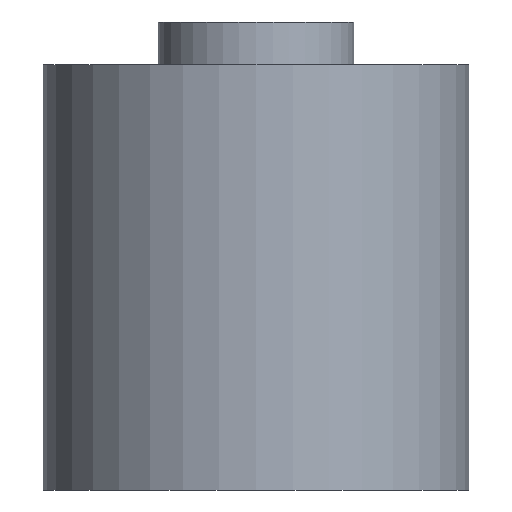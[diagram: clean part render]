
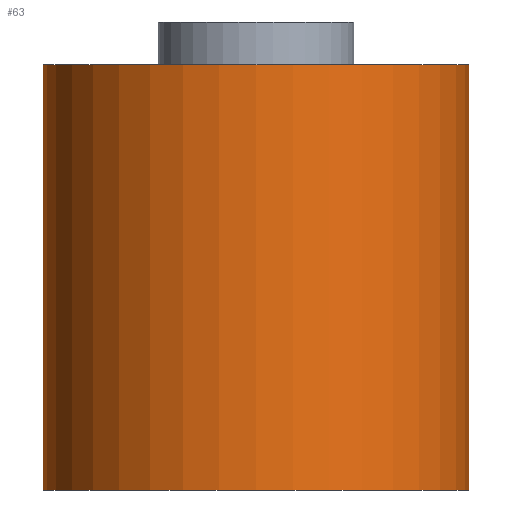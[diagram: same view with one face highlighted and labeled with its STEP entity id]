
A CAD part, front view. The second image highlights one B-rep face of the part: STEP entity #63.
In plain terms, the highlighted cylindrical face has radius 50 mm (diameter 100 mm), a partial arc.
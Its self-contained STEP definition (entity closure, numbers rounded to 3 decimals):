
#1 = CIRCLE ( 'NONE', #138, 50. ) ;
#3 = VERTEX_POINT ( 'NONE', #125 ) ;
#7 = CARTESIAN_POINT ( 'NONE',  ( 50., 0., 100. ) ) ;
#24 = EDGE_CURVE ( 'NONE', #101, #56, #96, .T. ) ;
#27 = CARTESIAN_POINT ( 'NONE',  ( 50., 0., 0. ) ) ;
#29 = DIRECTION ( 'NONE',  ( 1., 0., 0. ) ) ;
#36 = EDGE_LOOP ( 'NONE', ( #196, #38, #135, #115 ) ) ;
#38 = ORIENTED_EDGE ( 'NONE', *, *, #24, .F. ) ;
#42 = CARTESIAN_POINT ( 'NONE',  ( 0., 0., 100. ) ) ;
#48 = CYLINDRICAL_SURFACE ( 'NONE', #186, 50. ) ;
#56 = VERTEX_POINT ( 'NONE', #7 ) ;
#63 = ADVANCED_FACE ( 'NONE', ( #201 ), #48, .T. ) ;
#64 = CARTESIAN_POINT ( 'NONE',  ( 50., 0., 100. ) ) ;
#66 = DIRECTION ( 'NONE',  ( -1., 0., 0. ) ) ;
#84 = VECTOR ( 'NONE', #227, 1000. ) ;
#85 = LINE ( 'NONE', #64, #84 ) ;
#86 = LINE ( 'NONE', #122, #249 ) ;
#96 = CIRCLE ( 'NONE', #215, 50. ) ;
#98 = VERTEX_POINT ( 'NONE', #27 ) ;
#101 = VERTEX_POINT ( 'NONE', #107 ) ;
#107 = CARTESIAN_POINT ( 'NONE',  ( -50., 0., 100. ) ) ;
#115 = ORIENTED_EDGE ( 'NONE', *, *, #202, .T. ) ;
#122 = CARTESIAN_POINT ( 'NONE',  ( -50., 0., 100. ) ) ;
#125 = CARTESIAN_POINT ( 'NONE',  ( -50., 0., 0. ) ) ;
#127 = DIRECTION ( 'NONE',  ( 0., 0., -1. ) ) ;
#131 = CARTESIAN_POINT ( 'NONE',  ( 0., 0., 0. ) ) ;
#135 = ORIENTED_EDGE ( 'NONE', *, *, #195, .T. ) ;
#138 = AXIS2_PLACEMENT_3D ( 'NONE', #131, #176, #29 ) ;
#153 = EDGE_CURVE ( 'NONE', #56, #98, #85, .T. ) ;
#170 = DIRECTION ( 'NONE',  ( 0., 0., -1. ) ) ;
#176 = DIRECTION ( 'NONE',  ( 0., 0., 1. ) ) ;
#186 = AXIS2_PLACEMENT_3D ( 'NONE', #42, #127, #66 ) ;
#195 = EDGE_CURVE ( 'NONE', #101, #3, #86, .T. ) ;
#196 = ORIENTED_EDGE ( 'NONE', *, *, #153, .F. ) ;
#201 = FACE_OUTER_BOUND ( 'NONE', #36, .T. ) ;
#202 = EDGE_CURVE ( 'NONE', #3, #98, #1, .T. ) ;
#206 = DIRECTION ( 'NONE',  ( 0., 0., 1. ) ) ;
#207 = DIRECTION ( 'NONE',  ( 1., 0., 0. ) ) ;
#215 = AXIS2_PLACEMENT_3D ( 'NONE', #224, #206, #207 ) ;
#224 = CARTESIAN_POINT ( 'NONE',  ( 0., 0., 100. ) ) ;
#227 = DIRECTION ( 'NONE',  ( 0., 0., -1. ) ) ;
#249 = VECTOR ( 'NONE', #170, 1000. ) ;
